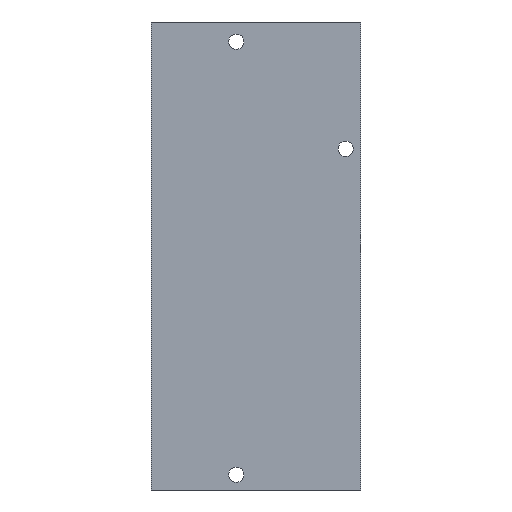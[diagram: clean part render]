
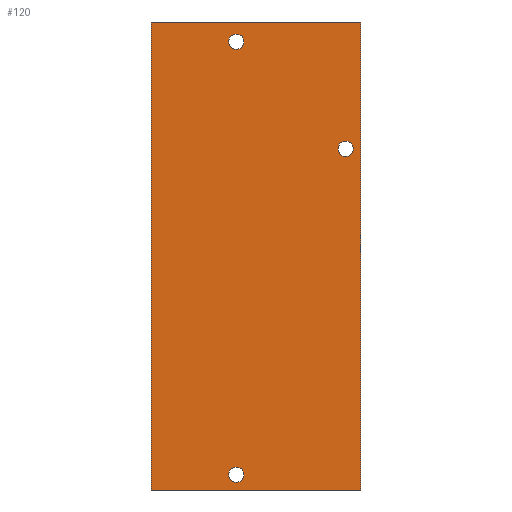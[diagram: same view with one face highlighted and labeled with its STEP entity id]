
A CAD part, front view. The second image highlights one B-rep face of the part: STEP entity #120.
In plain terms, the highlighted planar face has unit normal (0, -1, 0).
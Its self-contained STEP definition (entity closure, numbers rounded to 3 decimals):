
#11 = CARTESIAN_POINT ( 'NONE',  ( 43.5, -32., 5.25 ) ) ;
#14 = LINE ( 'NONE', #360, #452 ) ;
#20 = CARTESIAN_POINT ( 'NONE',  ( 43.5, -32., 3.5 ) ) ;
#26 = PLANE ( 'NONE',  #167 ) ;
#30 = LINE ( 'NONE', #89, #137 ) ;
#33 = AXIS2_PLACEMENT_3D ( 'NONE', #180, #315, #244 ) ;
#37 = EDGE_CURVE ( 'NONE', #237, #277, #94, .T. ) ;
#39 = EDGE_LOOP ( 'NONE', ( #129, #95 ) ) ;
#42 = DIRECTION ( 'NONE',  ( 0., -1., 0. ) ) ;
#47 = EDGE_CURVE ( 'NONE', #317, #298, #348, .T. ) ;
#55 = EDGE_CURVE ( 'NONE', #65, #460, #30, .T. ) ;
#60 = VERTEX_POINT ( 'NONE', #125 ) ;
#64 = ORIENTED_EDGE ( 'NONE', *, *, #55, .F. ) ;
#65 = VERTEX_POINT ( 'NONE', #265 ) ;
#70 = ORIENTED_EDGE ( 'NONE', *, *, #147, .T. ) ;
#72 = DIRECTION ( 'NONE',  ( -1., 0., 0. ) ) ;
#77 = DIRECTION ( 'NONE',  ( 1., 0., 0. ) ) ;
#79 = CARTESIAN_POINT ( 'NONE',  ( 68.5, -32., 78. ) ) ;
#80 = CARTESIAN_POINT ( 'NONE',  ( 68.5, -32., 76.25 ) ) ;
#81 = AXIS2_PLACEMENT_3D ( 'NONE', #321, #429, #213 ) ;
#85 = EDGE_LOOP ( 'NONE', ( #394, #440 ) ) ;
#89 = CARTESIAN_POINT ( 'NONE',  ( 72., -32., 107. ) ) ;
#94 = CIRCLE ( 'NONE', #247, 1.75 ) ;
#95 = ORIENTED_EDGE ( 'NONE', *, *, #37, .F. ) ;
#98 = FACE_BOUND ( 'NONE', #393, .T. ) ;
#100 = ORIENTED_EDGE ( 'NONE', *, *, #307, .F. ) ;
#103 = EDGE_CURVE ( 'NONE', #357, #65, #276, .T. ) ;
#119 = CARTESIAN_POINT ( 'NONE',  ( 43.5, -32., 3.5 ) ) ;
#120 = ADVANCED_FACE ( 'NONE', ( #299, #98, #430, #121 ), #26, .T. ) ;
#121 = FACE_OUTER_BOUND ( 'NONE', #336, .T. ) ;
#125 = CARTESIAN_POINT ( 'NONE',  ( 43.5, -32., 104.25 ) ) ;
#129 = ORIENTED_EDGE ( 'NONE', *, *, #210, .F. ) ;
#137 = VECTOR ( 'NONE', #301, 1000. ) ;
#147 = EDGE_CURVE ( 'NONE', #357, #309, #155, .T. ) ;
#150 = VERTEX_POINT ( 'NONE', #200 ) ;
#155 = LINE ( 'NONE', #347, #181 ) ;
#156 = DIRECTION ( 'NONE',  ( 1., 0., 0. ) ) ;
#167 = AXIS2_PLACEMENT_3D ( 'NONE', #204, #275, #272 ) ;
#180 = CARTESIAN_POINT ( 'NONE',  ( 43.5, -32., 102.5 ) ) ;
#181 = VECTOR ( 'NONE', #383, 1000. ) ;
#190 = EDGE_CURVE ( 'NONE', #150, #60, #214, .T. ) ;
#193 = CARTESIAN_POINT ( 'NONE',  ( 24., -32., 107. ) ) ;
#194 = CARTESIAN_POINT ( 'NONE',  ( 72., -32., 0. ) ) ;
#200 = CARTESIAN_POINT ( 'NONE',  ( 43.5, -32., 100.75 ) ) ;
#203 = AXIS2_PLACEMENT_3D ( 'NONE', #331, #294, #406 ) ;
#204 = CARTESIAN_POINT ( 'NONE',  ( 24., -32., 107. ) ) ;
#210 = EDGE_CURVE ( 'NONE', #277, #237, #212, .T. ) ;
#212 = CIRCLE ( 'NONE', #81, 1.75 ) ;
#213 = DIRECTION ( 'NONE',  ( 1., 0., 0. ) ) ;
#214 = CIRCLE ( 'NONE', #33, 1.75 ) ;
#219 = CARTESIAN_POINT ( 'NONE',  ( 24., -32., 0. ) ) ;
#226 = AXIS2_PLACEMENT_3D ( 'NONE', #119, #229, #304 ) ;
#229 = DIRECTION ( 'NONE',  ( 0., -1., 0. ) ) ;
#237 = VERTEX_POINT ( 'NONE', #80 ) ;
#238 = DIRECTION ( 'NONE',  ( 1., 0., 0. ) ) ;
#244 = DIRECTION ( 'NONE',  ( 1., 0., 0. ) ) ;
#247 = AXIS2_PLACEMENT_3D ( 'NONE', #79, #42, #77 ) ;
#265 = CARTESIAN_POINT ( 'NONE',  ( 72., -32., 107. ) ) ;
#272 = DIRECTION ( 'NONE',  ( 1., 0., 0. ) ) ;
#275 = DIRECTION ( 'NONE',  ( 0., -1., 0. ) ) ;
#276 = LINE ( 'NONE', #417, #441 ) ;
#277 = VERTEX_POINT ( 'NONE', #326 ) ;
#280 = CIRCLE ( 'NONE', #367, 1.75 ) ;
#294 = DIRECTION ( 'NONE',  ( 0., -1., 0. ) ) ;
#298 = VERTEX_POINT ( 'NONE', #435 ) ;
#299 = FACE_BOUND ( 'NONE', #39, .T. ) ;
#301 = DIRECTION ( 'NONE',  ( 0., 0., -1. ) ) ;
#304 = DIRECTION ( 'NONE',  ( 1., 0., 0. ) ) ;
#307 = EDGE_CURVE ( 'NONE', #460, #309, #14, .T. ) ;
#309 = VERTEX_POINT ( 'NONE', #219 ) ;
#315 = DIRECTION ( 'NONE',  ( 0., -1., 0. ) ) ;
#316 = CIRCLE ( 'NONE', #203, 1.75 ) ;
#317 = VERTEX_POINT ( 'NONE', #11 ) ;
#321 = CARTESIAN_POINT ( 'NONE',  ( 68.5, -32., 78. ) ) ;
#326 = CARTESIAN_POINT ( 'NONE',  ( 68.5, -32., 79.75 ) ) ;
#327 = ORIENTED_EDGE ( 'NONE', *, *, #103, .F. ) ;
#331 = CARTESIAN_POINT ( 'NONE',  ( 43.5, -32., 102.5 ) ) ;
#336 = EDGE_LOOP ( 'NONE', ( #64, #327, #70, #100 ) ) ;
#347 = CARTESIAN_POINT ( 'NONE',  ( 24., -32., 107. ) ) ;
#348 = CIRCLE ( 'NONE', #226, 1.75 ) ;
#357 = VERTEX_POINT ( 'NONE', #193 ) ;
#360 = CARTESIAN_POINT ( 'NONE',  ( 24., -32., 0. ) ) ;
#367 = AXIS2_PLACEMENT_3D ( 'NONE', #20, #372, #156 ) ;
#370 = ORIENTED_EDGE ( 'NONE', *, *, #444, .F. ) ;
#372 = DIRECTION ( 'NONE',  ( 0., -1., 0. ) ) ;
#383 = DIRECTION ( 'NONE',  ( 0., 0., -1. ) ) ;
#393 = EDGE_LOOP ( 'NONE', ( #414, #370 ) ) ;
#394 = ORIENTED_EDGE ( 'NONE', *, *, #413, .F. ) ;
#406 = DIRECTION ( 'NONE',  ( 1., 0., 0. ) ) ;
#413 = EDGE_CURVE ( 'NONE', #60, #150, #316, .T. ) ;
#414 = ORIENTED_EDGE ( 'NONE', *, *, #47, .F. ) ;
#417 = CARTESIAN_POINT ( 'NONE',  ( 24., -32., 107. ) ) ;
#429 = DIRECTION ( 'NONE',  ( 0., -1., 0. ) ) ;
#430 = FACE_BOUND ( 'NONE', #85, .T. ) ;
#435 = CARTESIAN_POINT ( 'NONE',  ( 43.5, -32., 1.75 ) ) ;
#440 = ORIENTED_EDGE ( 'NONE', *, *, #190, .F. ) ;
#441 = VECTOR ( 'NONE', #238, 1000. ) ;
#444 = EDGE_CURVE ( 'NONE', #298, #317, #280, .T. ) ;
#452 = VECTOR ( 'NONE', #72, 1000. ) ;
#460 = VERTEX_POINT ( 'NONE', #194 ) ;
